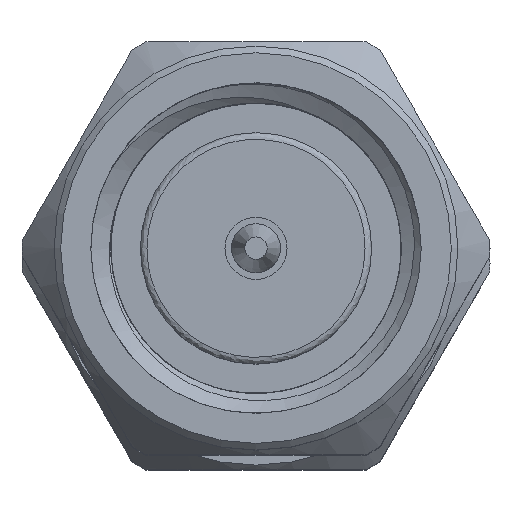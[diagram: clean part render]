
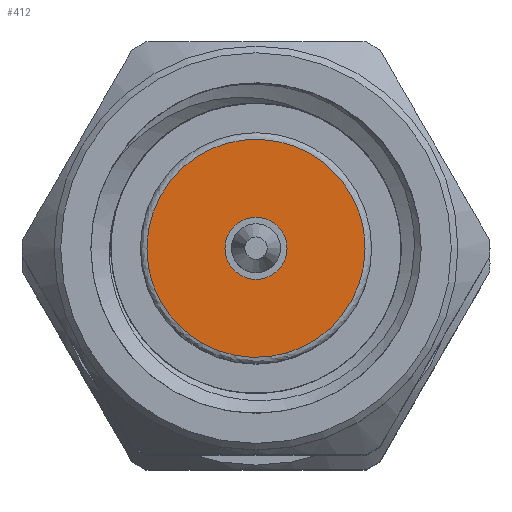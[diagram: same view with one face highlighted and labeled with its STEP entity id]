
A CAD part, top view. The second image highlights one B-rep face of the part: STEP entity #412.
In plain terms, the highlighted face is planar.
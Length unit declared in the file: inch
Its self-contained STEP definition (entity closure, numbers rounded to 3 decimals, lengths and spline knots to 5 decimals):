
#155 = AXIS2_PLACEMENT_3D ( 'NONE', #438, #1578, #739 ) ;
#298 = CIRCLE ( 'NONE', #155, 0.0235 ) ;
#412 = ADVANCED_FACE ( 'NONE', ( #1363, #1014 ), #3586, .F. ) ;
#438 = CARTESIAN_POINT ( 'NONE',  ( 0.11, 0., 0. ) ) ;
#545 = CARTESIAN_POINT ( 'NONE',  ( 0.11, 0., -0.0825 ) ) ;
#586 = CARTESIAN_POINT ( 'NONE',  ( 0.11, 0., 0.0825 ) ) ;
#588 = EDGE_LOOP ( 'NONE', ( #921, #1727 ) ) ;
#629 = EDGE_CURVE ( 'NONE', #3218, #1859, #2704, .T. ) ;
#739 = DIRECTION ( 'NONE',  ( 0., 0., -1. ) ) ;
#839 = CARTESIAN_POINT ( 'NONE',  ( 0.11, 0., -0.0235 ) ) ;
#921 = ORIENTED_EDGE ( 'NONE', *, *, #3633, .F. ) ;
#1014 = FACE_OUTER_BOUND ( 'NONE', #588, .T. ) ;
#1101 = CARTESIAN_POINT ( 'NONE',  ( 0.11, 0.165, -0.0825 ) ) ;
#1162 = CARTESIAN_POINT ( 'NONE',  ( 0.11, 0., -0.0825 ) ) ;
#1363 = FACE_BOUND ( 'NONE', #1984, .T. ) ;
#1514 = CARTESIAN_POINT ( 'NONE',  ( 0.11, 0., 0.0825 ) ) ;
#1578 = DIRECTION ( 'NONE',  ( -1., 0., 0. ) ) ;
#1727 = ORIENTED_EDGE ( 'NONE', *, *, #629, .F. ) ;
#1859 = VERTEX_POINT ( 'NONE', #1162 ) ;
#1932 = CARTESIAN_POINT ( 'NONE',  ( 0.11, 0.165, 0.0825 ) ) ;
#1944 = DIRECTION ( 'NONE',  ( 1., 0., 0. ) ) ;
#1984 = EDGE_LOOP ( 'NONE', ( #2161 ) ) ;
#2161 = ORIENTED_EDGE ( 'NONE', *, *, #2624, .F. ) ;
#2208 = DIRECTION ( 'NONE',  ( 0., 0., -1. ) ) ;
#2264 = CARTESIAN_POINT ( 'NONE',  ( 0.11, 0., -0.0825 ) ) ;
#2486 = CARTESIAN_POINT ( 'NONE',  ( 0.11, 0., 0.0825 ) ) ;
#2492 =( BOUNDED_CURVE ( )  B_SPLINE_CURVE ( 3, ( #545, #1101, #1932, #2486 ),
 .UNSPECIFIED., .F., .T. ) 
 B_SPLINE_CURVE_WITH_KNOTS ( ( 4, 4 ),
 ( 0., 1. ),
 .UNSPECIFIED. ) 
 CURVE ( )  GEOMETRIC_REPRESENTATION_ITEM ( )  RATIONAL_B_SPLINE_CURVE ( ( 1., 0.333, 0.333, 1. ) ) 
 REPRESENTATION_ITEM ( '' )  );
#2566 = CARTESIAN_POINT ( 'NONE',  ( 0.11, -0.165, -0.0825 ) ) ;
#2593 = CARTESIAN_POINT ( 'NONE',  ( 0.11, -0.165, 0.0825 ) ) ;
#2624 = EDGE_CURVE ( 'NONE', #3415, #3415, #298, .T. ) ;
#2704 =( BOUNDED_CURVE ( )  B_SPLINE_CURVE ( 3, ( #586, #2593, #2566, #2264 ),
 .UNSPECIFIED., .F., .T. ) 
 B_SPLINE_CURVE_WITH_KNOTS ( ( 4, 4 ),
 ( 0., 1. ),
 .UNSPECIFIED. ) 
 CURVE ( )  GEOMETRIC_REPRESENTATION_ITEM ( )  RATIONAL_B_SPLINE_CURVE ( ( 1., 0.333, 0.333, 1. ) ) 
 REPRESENTATION_ITEM ( '' )  );
#3144 = AXIS2_PLACEMENT_3D ( 'NONE', #3621, #1944, #2208 ) ;
#3218 = VERTEX_POINT ( 'NONE', #1514 ) ;
#3415 = VERTEX_POINT ( 'NONE', #839 ) ;
#3586 = PLANE ( 'NONE',  #3144 ) ;
#3621 = CARTESIAN_POINT ( 'NONE',  ( 0.11, 0., 0. ) ) ;
#3633 = EDGE_CURVE ( 'NONE', #1859, #3218, #2492, .T. ) ;
